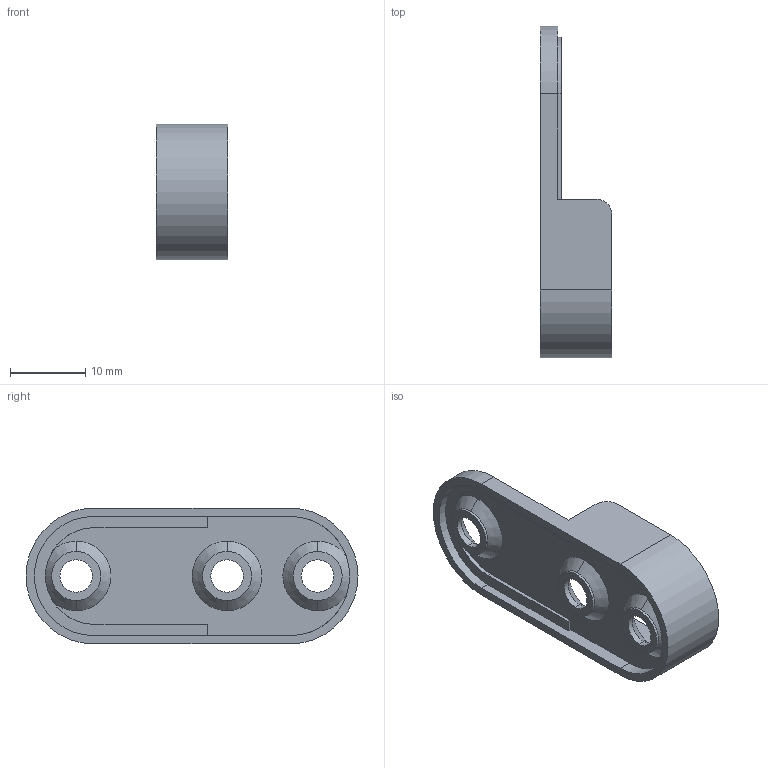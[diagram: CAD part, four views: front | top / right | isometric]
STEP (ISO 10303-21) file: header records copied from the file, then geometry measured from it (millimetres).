
FILE_DESCRIPTION (( 'STEP AP214' ), '1' );
FILE_NAME ('F001117_3D.step', '2022-11-21T18:09:35', ( '' ), ( '' ), 'SwSTEP 2.0', 'SolidWorks 2020', '' );
FILE_SCHEMA (( 'AUTOMOTIVE_DESIGN' ));
Length unit declared in the file: millimetre
Products named in the file (1): F001117_3D
Bounding box: 9.5 x 44 x 18 mm (x, y, z)
Volume: 1332.7 mm3; surface area: 2659.3 mm2
Topology: 1 solids, 1 shells, 57 faces, 147 edges, 94 vertices
Faces by surface type: plane 23, cylinder 22, cone 12
Entity records: 1810 total; most frequent: CARTESIAN_POINT 324, DIRECTION 320, ORIENTED_EDGE 294, EDGE_CURVE 147, AXIS2_PLACEMENT_3D 118, VERTEX_POINT 94, LINE 84, VECTOR 84
